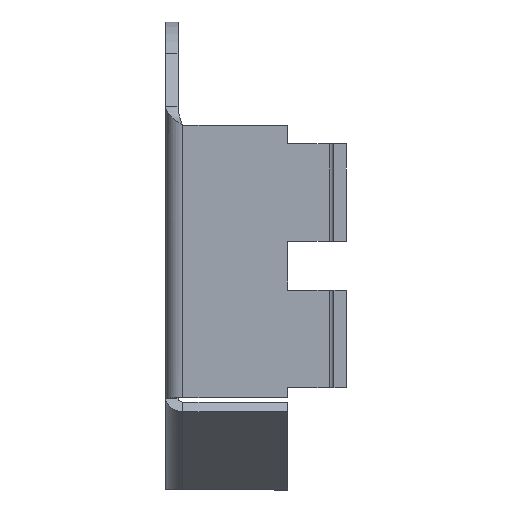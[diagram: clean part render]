
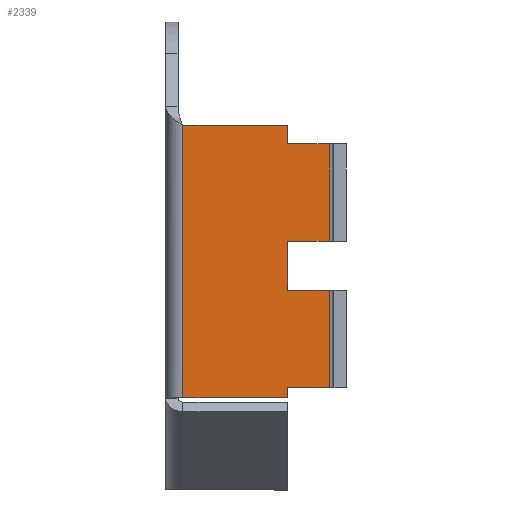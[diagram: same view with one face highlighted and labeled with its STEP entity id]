
A CAD part, left-side view. The second image highlights one B-rep face of the part: STEP entity #2339.
In plain terms, the highlighted planar face has unit normal (-1, 0, 0).
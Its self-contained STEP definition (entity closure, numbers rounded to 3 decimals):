
#8 = VECTOR ( 'NONE', #377, 1000. ) ;
#33 = ORIENTED_EDGE ( 'NONE', *, *, #179, .T. ) ;
#38 = CARTESIAN_POINT ( 'NONE',  ( -6.9, 1.2, 0.3 ) ) ;
#58 = LINE ( 'NONE', #1960, #1924 ) ;
#68 = CARTESIAN_POINT ( 'NONE',  ( -6.9, 3.35, 0. ) ) ;
#75 = DIRECTION ( 'NONE',  ( 0., 0., -1. ) ) ;
#77 = LINE ( 'NONE', #2843, #1490 ) ;
#122 = CARTESIAN_POINT ( 'NONE',  ( -6.9, 1.2, -2.7 ) ) ;
#137 = EDGE_CURVE ( 'NONE', #3627, #1534, #2101, .T. ) ;
#179 = EDGE_CURVE ( 'NONE', #1818, #1695, #424, .T. ) ;
#342 = DIRECTION ( 'NONE',  ( 0., 0., -1. ) ) ;
#355 = ORIENTED_EDGE ( 'NONE', *, *, #1072, .F. ) ;
#377 = DIRECTION ( 'NONE',  ( 0., 1., 0. ) ) ;
#424 = LINE ( 'NONE', #68, #2641 ) ;
#535 = LINE ( 'NONE', #3131, #2223 ) ;
#547 = ORIENTED_EDGE ( 'NONE', *, *, #2094, .F. ) ;
#560 = EDGE_CURVE ( 'NONE', #779, #3302, #773, .T. ) ;
#731 = LINE ( 'NONE', #3727, #8 ) ;
#773 = LINE ( 'NONE', #3958, #3216 ) ;
#779 = VERTEX_POINT ( 'NONE', #38 ) ;
#789 = VECTOR ( 'NONE', #2212, 1000. ) ;
#1021 = CARTESIAN_POINT ( 'NONE',  ( -6.9, 1.2, 2.68 ) ) ;
#1042 = LINE ( 'NONE', #2233, #2890 ) ;
#1062 = CARTESIAN_POINT ( 'NONE',  ( -6.9, 1.2, 2.68 ) ) ;
#1072 = EDGE_CURVE ( 'NONE', #2104, #3060, #535, .T. ) ;
#1075 = CARTESIAN_POINT ( 'NONE',  ( -6.9, 3.35, -2.908 ) ) ;
#1095 = LINE ( 'NONE', #1062, #1188 ) ;
#1134 = VECTOR ( 'NONE', #75, 1000. ) ;
#1145 = ORIENTED_EDGE ( 'NONE', *, *, #3356, .F. ) ;
#1164 = DIRECTION ( 'NONE',  ( 0., 1., 0. ) ) ;
#1171 = DIRECTION ( 'NONE',  ( 0., 0., -1. ) ) ;
#1188 = VECTOR ( 'NONE', #2018, 1000. ) ;
#1237 = CARTESIAN_POINT ( 'NONE',  ( -6.9, 0.35, -0.7 ) ) ;
#1264 = DIRECTION ( 'NONE',  ( 0., 0., -1. ) ) ;
#1330 = ORIENTED_EDGE ( 'NONE', *, *, #2914, .F. ) ;
#1358 = EDGE_CURVE ( 'NONE', #3627, #3060, #1042, .T. ) ;
#1490 = VECTOR ( 'NONE', #2818, 1000. ) ;
#1534 = VERTEX_POINT ( 'NONE', #2672 ) ;
#1584 = EDGE_LOOP ( 'NONE', ( #2985, #355, #3256, #2959, #3252, #547, #1765, #1145, #2309, #33, #1330, #2957 ) ) ;
#1695 = VERTEX_POINT ( 'NONE', #1075 ) ;
#1728 = AXIS2_PLACEMENT_3D ( 'NONE', #3331, #2099, #3361 ) ;
#1737 = EDGE_CURVE ( 'NONE', #1818, #3637, #1095, .T. ) ;
#1758 = CARTESIAN_POINT ( 'NONE',  ( -6.9, 1.2, 2.3 ) ) ;
#1765 = ORIENTED_EDGE ( 'NONE', *, *, #2811, .T. ) ;
#1767 = CARTESIAN_POINT ( 'NONE',  ( -6.9, 0.35, 0.3 ) ) ;
#1794 = VERTEX_POINT ( 'NONE', #1758 ) ;
#1818 = VERTEX_POINT ( 'NONE', #3597 ) ;
#1822 = CARTESIAN_POINT ( 'NONE',  ( -6.9, 1.2, 2.3 ) ) ;
#1924 = VECTOR ( 'NONE', #2260, 1000. ) ;
#1929 = DIRECTION ( 'NONE',  ( 0., -1., 0. ) ) ;
#1960 = CARTESIAN_POINT ( 'NONE',  ( -6.9, 1.2, -0.7 ) ) ;
#1997 = VERTEX_POINT ( 'NONE', #2143 ) ;
#2018 = DIRECTION ( 'NONE',  ( 0., -1., 0. ) ) ;
#2094 = EDGE_CURVE ( 'NONE', #1997, #3096, #77, .T. ) ;
#2099 = DIRECTION ( 'NONE',  ( -1., 0., 0. ) ) ;
#2101 = LINE ( 'NONE', #3490, #3458 ) ;
#2104 = VERTEX_POINT ( 'NONE', #1237 ) ;
#2119 = FACE_OUTER_BOUND ( 'NONE', #1584, .T. ) ;
#2143 = CARTESIAN_POINT ( 'NONE',  ( -6.9, 0.35, 2.3 ) ) ;
#2212 = DIRECTION ( 'NONE',  ( 0., -1., 0. ) ) ;
#2223 = VECTOR ( 'NONE', #1264, 1000. ) ;
#2233 = CARTESIAN_POINT ( 'NONE',  ( -6.9, 1.2, -2.7 ) ) ;
#2234 = DIRECTION ( 'NONE',  ( 0., 0., -1. ) ) ;
#2254 = CARTESIAN_POINT ( 'NONE',  ( -6.9, 1.2, -3.08 ) ) ;
#2260 = DIRECTION ( 'NONE',  ( 0., 1., 0. ) ) ;
#2309 = ORIENTED_EDGE ( 'NONE', *, *, #1737, .F. ) ;
#2339 = ADVANCED_FACE ( 'NONE', ( #2119 ), #3007, .T. ) ;
#2561 = CARTESIAN_POINT ( 'NONE',  ( -6.9, 1.2, 0.3 ) ) ;
#2628 = EDGE_CURVE ( 'NONE', #2104, #3302, #58, .T. ) ;
#2641 = VECTOR ( 'NONE', #342, 1000. ) ;
#2672 = CARTESIAN_POINT ( 'NONE',  ( -6.9, 1.2, -2.908 ) ) ;
#2782 = LINE ( 'NONE', #2254, #1134 ) ;
#2811 = EDGE_CURVE ( 'NONE', #1997, #1794, #3858, .T. ) ;
#2818 = DIRECTION ( 'NONE',  ( 0., 0., -1. ) ) ;
#2843 = CARTESIAN_POINT ( 'NONE',  ( -6.9, 0.35, 2.3 ) ) ;
#2890 = VECTOR ( 'NONE', #1929, 1000. ) ;
#2914 = EDGE_CURVE ( 'NONE', #1534, #1695, #731, .T. ) ;
#2933 = CARTESIAN_POINT ( 'NONE',  ( -6.9, 0.35, -2.7 ) ) ;
#2957 = ORIENTED_EDGE ( 'NONE', *, *, #137, .F. ) ;
#2959 = ORIENTED_EDGE ( 'NONE', *, *, #560, .F. ) ;
#2985 = ORIENTED_EDGE ( 'NONE', *, *, #1358, .T. ) ;
#3007 = PLANE ( 'NONE',  #1728 ) ;
#3060 = VERTEX_POINT ( 'NONE', #2933 ) ;
#3096 = VERTEX_POINT ( 'NONE', #1767 ) ;
#3131 = CARTESIAN_POINT ( 'NONE',  ( -6.9, 0.35, -0.7 ) ) ;
#3216 = VECTOR ( 'NONE', #1171, 1000. ) ;
#3252 = ORIENTED_EDGE ( 'NONE', *, *, #3969, .T. ) ;
#3256 = ORIENTED_EDGE ( 'NONE', *, *, #2628, .T. ) ;
#3302 = VERTEX_POINT ( 'NONE', #3796 ) ;
#3331 = CARTESIAN_POINT ( 'NONE',  ( -6.9, 0., 0. ) ) ;
#3356 = EDGE_CURVE ( 'NONE', #3637, #1794, #2782, .T. ) ;
#3361 = DIRECTION ( 'NONE',  ( 0., -1., 0. ) ) ;
#3458 = VECTOR ( 'NONE', #2234, 1000. ) ;
#3490 = CARTESIAN_POINT ( 'NONE',  ( -6.9, 1.2, -3.08 ) ) ;
#3597 = CARTESIAN_POINT ( 'NONE',  ( -6.9, 3.35, 2.68 ) ) ;
#3617 = VECTOR ( 'NONE', #1164, 1000. ) ;
#3627 = VERTEX_POINT ( 'NONE', #122 ) ;
#3637 = VERTEX_POINT ( 'NONE', #1021 ) ;
#3727 = CARTESIAN_POINT ( 'NONE',  ( -6.9, 3.45, -2.908 ) ) ;
#3796 = CARTESIAN_POINT ( 'NONE',  ( -6.9, 1.2, -0.7 ) ) ;
#3858 = LINE ( 'NONE', #1822, #3617 ) ;
#3939 = LINE ( 'NONE', #2561, #789 ) ;
#3958 = CARTESIAN_POINT ( 'NONE',  ( -6.9, 1.2, -3.08 ) ) ;
#3969 = EDGE_CURVE ( 'NONE', #779, #3096, #3939, .T. ) ;
